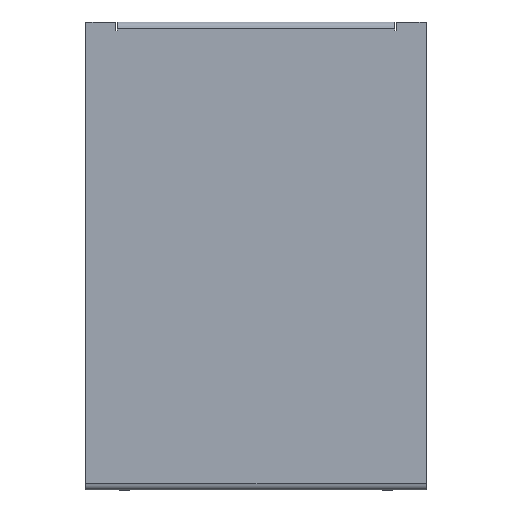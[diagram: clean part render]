
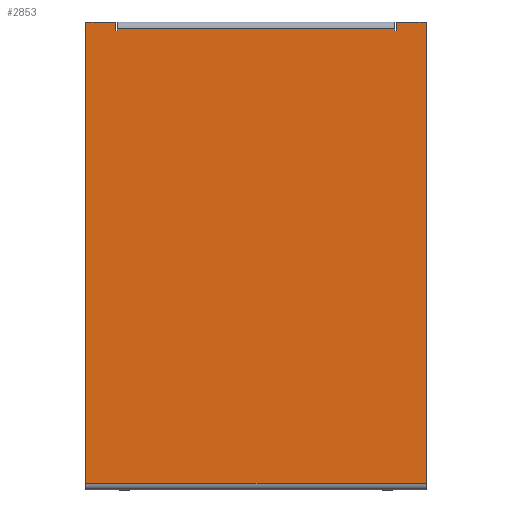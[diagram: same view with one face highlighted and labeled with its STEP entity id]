
A CAD part, left-side view. The second image highlights one B-rep face of the part: STEP entity #2853.
In plain terms, the highlighted planar face has unit normal (-1, 0, 0).
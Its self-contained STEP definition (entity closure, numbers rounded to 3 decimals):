
#264=LINE('',#4593,#546);
#265=LINE('',#4596,#547);
#266=LINE('',#4598,#548);
#267=LINE('',#4600,#549);
#268=LINE('',#4602,#550);
#269=LINE('',#4604,#551);
#270=LINE('',#4606,#552);
#271=LINE('',#4608,#553);
#272=LINE('',#4610,#554);
#273=LINE('',#4612,#555);
#274=LINE('',#4614,#556);
#275=LINE('',#4616,#557);
#546=VECTOR('',#3710,1000.);
#547=VECTOR('',#3711,1000.);
#548=VECTOR('',#3712,1000.);
#549=VECTOR('',#3713,1000.);
#550=VECTOR('',#3714,1000.);
#551=VECTOR('',#3715,1000.);
#552=VECTOR('',#3716,1000.);
#553=VECTOR('',#3717,1000.);
#554=VECTOR('',#3718,1000.);
#555=VECTOR('',#3719,1000.);
#556=VECTOR('',#3720,1000.);
#557=VECTOR('',#3721,1000.);
#1076=ORIENTED_EDGE('',*,*,#1704,.F.);
#1077=ORIENTED_EDGE('',*,*,#1705,.F.);
#1078=ORIENTED_EDGE('',*,*,#1706,.F.);
#1079=ORIENTED_EDGE('',*,*,#1707,.T.);
#1080=ORIENTED_EDGE('',*,*,#1708,.F.);
#1081=ORIENTED_EDGE('',*,*,#1709,.F.);
#1082=ORIENTED_EDGE('',*,*,#1710,.F.);
#1083=ORIENTED_EDGE('',*,*,#1711,.T.);
#1084=ORIENTED_EDGE('',*,*,#1712,.T.);
#1085=ORIENTED_EDGE('',*,*,#1713,.T.);
#1086=ORIENTED_EDGE('',*,*,#1714,.T.);
#1087=ORIENTED_EDGE('',*,*,#1715,.T.);
#1704=EDGE_CURVE('',#2035,#2036,#264,.T.);
#1705=EDGE_CURVE('',#2037,#2035,#265,.T.);
#1706=EDGE_CURVE('',#2038,#2037,#266,.T.);
#1707=EDGE_CURVE('',#2038,#2039,#267,.T.);
#1708=EDGE_CURVE('',#2040,#2039,#268,.T.);
#1709=EDGE_CURVE('',#2041,#2040,#269,.T.);
#1710=EDGE_CURVE('',#2042,#2041,#270,.T.);
#1711=EDGE_CURVE('',#2042,#2043,#271,.T.);
#1712=EDGE_CURVE('',#2043,#2044,#272,.T.);
#1713=EDGE_CURVE('',#2044,#2045,#273,.T.);
#1714=EDGE_CURVE('',#2045,#2046,#274,.T.);
#1715=EDGE_CURVE('',#2046,#2036,#275,.T.);
#2035=VERTEX_POINT('',#4594);
#2036=VERTEX_POINT('',#4595);
#2037=VERTEX_POINT('',#4597);
#2038=VERTEX_POINT('',#4599);
#2039=VERTEX_POINT('',#4601);
#2040=VERTEX_POINT('',#4603);
#2041=VERTEX_POINT('',#4605);
#2042=VERTEX_POINT('',#4607);
#2043=VERTEX_POINT('',#4609);
#2044=VERTEX_POINT('',#4611);
#2045=VERTEX_POINT('',#4613);
#2046=VERTEX_POINT('',#4615);
#2344=EDGE_LOOP('',(#1076,#1077,#1078,#1079,#1080,#1081,#1082,#1083,#1084,
#1085,#1086,#1087));
#2561=FACE_BOUND('',#2344,.T.);
#2724=PLANE('',#3098);
#2853=ADVANCED_FACE('',(#2561),#2724,.F.);
#3098=AXIS2_PLACEMENT_3D('',#4592,#3708,#3709);
#3708=DIRECTION('',(1.,0.,0.));
#3709=DIRECTION('',(0.,0.,-1.));
#3710=DIRECTION('',(0.,0.,1.));
#3711=DIRECTION('',(0.,-1.,0.));
#3712=DIRECTION('',(0.,0.,-1.));
#3713=DIRECTION('',(0.,1.,0.));
#3714=DIRECTION('',(0.,0.,1.));
#3715=DIRECTION('',(0.,-1.,0.));
#3716=DIRECTION('',(0.,0.,-1.));
#3717=DIRECTION('',(0.,1.,0.));
#3718=DIRECTION('',(0.,0.,-1.));
#3719=DIRECTION('',(0.,-1.,0.));
#3720=DIRECTION('',(0.,0.,1.));
#3721=DIRECTION('',(0.,1.,0.));
#4592=CARTESIAN_POINT('',(-350.,0.,0.));
#4593=CARTESIAN_POINT('',(-350.,-165.,0.));
#4594=CARTESIAN_POINT('',(-350.,-165.,485.));
#4595=CARTESIAN_POINT('',(-350.,-165.,495.));
#4596=CARTESIAN_POINT('',(-350.,0.,485.));
#4597=CARTESIAN_POINT('',(-350.,-163.,485.));
#4598=CARTESIAN_POINT('',(-350.,-163.,0.));
#4599=CARTESIAN_POINT('',(-350.,-163.,487.));
#4600=CARTESIAN_POINT('',(-350.,-163.,487.));
#4601=CARTESIAN_POINT('',(-350.,163.,487.));
#4602=CARTESIAN_POINT('',(-350.,163.,0.));
#4603=CARTESIAN_POINT('',(-350.,163.,485.));
#4604=CARTESIAN_POINT('',(-350.,0.,485.));
#4605=CARTESIAN_POINT('',(-350.,165.,485.));
#4606=CARTESIAN_POINT('',(-350.,165.,0.));
#4607=CARTESIAN_POINT('',(-350.,165.,495.));
#4608=CARTESIAN_POINT('',(-350.,200.,495.));
#4609=CARTESIAN_POINT('',(-350.,200.,495.));
#4610=CARTESIAN_POINT('',(-350.,200.,495.));
#4611=CARTESIAN_POINT('',(-350.,200.,-47.));
#4612=CARTESIAN_POINT('',(-350.,200.,-47.));
#4613=CARTESIAN_POINT('',(-350.,-200.,-47.));
#4614=CARTESIAN_POINT('',(-350.,-200.,495.));
#4615=CARTESIAN_POINT('',(-350.,-200.,495.));
#4616=CARTESIAN_POINT('',(-350.,200.,495.));
